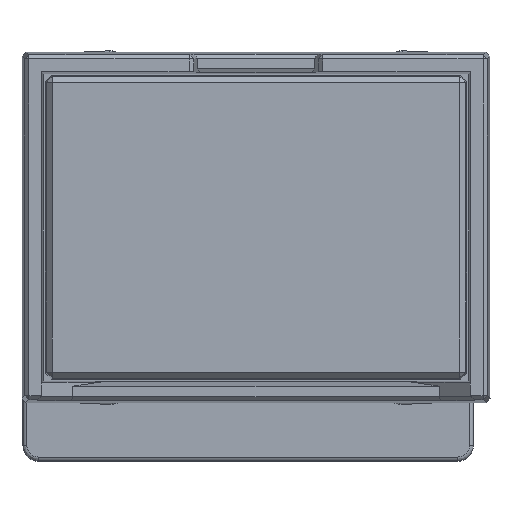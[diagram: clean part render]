
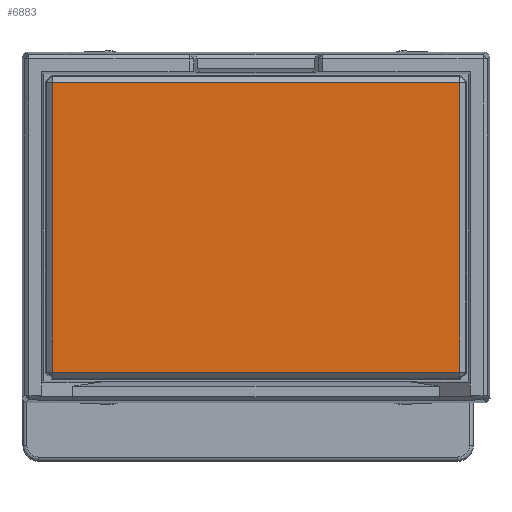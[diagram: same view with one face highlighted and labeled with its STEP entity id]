
A CAD part, top view. The second image highlights one B-rep face of the part: STEP entity #6883.
In plain terms, the highlighted face is planar.
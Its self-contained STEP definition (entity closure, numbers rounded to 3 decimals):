
#1282 = LINE ( 'NONE', #6381, #2236 ) ;
#2055 = DIRECTION ( 'NONE',  ( 0., -1., 0. ) ) ;
#2236 = VECTOR ( 'NONE', #11506, 1000. ) ;
#2619 = EDGE_CURVE ( 'NONE', #3378, #3501, #9160, .T. ) ;
#2734 = EDGE_CURVE ( 'NONE', #13671, #3501, #10757, .T. ) ;
#2803 = DIRECTION ( 'NONE',  ( 1., 0., 0. ) ) ;
#3001 = CARTESIAN_POINT ( 'NONE',  ( 10.396, 0., -7.396 ) ) ;
#3303 = FACE_OUTER_BOUND ( 'NONE', #11486, .T. ) ;
#3378 = VERTEX_POINT ( 'NONE', #8157 ) ;
#3406 = ORIENTED_EDGE ( 'NONE', *, *, #2734, .F. ) ;
#3501 = VERTEX_POINT ( 'NONE', #3542 ) ;
#3542 = CARTESIAN_POINT ( 'NONE',  ( 10.396, 0., 7.396 ) ) ;
#3580 = EDGE_CURVE ( 'NONE', #3378, #12527, #1282, .T. ) ;
#4396 = DIRECTION ( 'NONE',  ( 0., 0., 1. ) ) ;
#4570 = LINE ( 'NONE', #9680, #14059 ) ;
#5028 = ORIENTED_EDGE ( 'NONE', *, *, #3580, .F. ) ;
#5925 = EDGE_CURVE ( 'NONE', #12527, #13671, #4570, .T. ) ;
#6381 = CARTESIAN_POINT ( 'NONE',  ( -10.396, 0., 0. ) ) ;
#6883 = ADVANCED_FACE ( 'NONE', ( #3303 ), #8402, .F. ) ;
#7135 = DIRECTION ( 'NONE',  ( 0., 0., -1. ) ) ;
#7300 = CARTESIAN_POINT ( 'NONE',  ( -10.396, 0., -7.396 ) ) ;
#7367 = AXIS2_PLACEMENT_3D ( 'NONE', #13499, #2055, #7135 ) ;
#8157 = CARTESIAN_POINT ( 'NONE',  ( -10.396, 0., 7.396 ) ) ;
#8402 = PLANE ( 'NONE',  #7367 ) ;
#9160 = LINE ( 'NONE', #14249, #10760 ) ;
#9680 = CARTESIAN_POINT ( 'NONE',  ( 0., 0., -7.396 ) ) ;
#9901 = ORIENTED_EDGE ( 'NONE', *, *, #5925, .F. ) ;
#10757 = LINE ( 'NONE', #15824, #12100 ) ;
#10760 = VECTOR ( 'NONE', #2803, 1000. ) ;
#11486 = EDGE_LOOP ( 'NONE', ( #3406, #9901, #5028, #13608 ) ) ;
#11506 = DIRECTION ( 'NONE',  ( 0., 0., -1. ) ) ;
#12100 = VECTOR ( 'NONE', #4396, 1000. ) ;
#12527 = VERTEX_POINT ( 'NONE', #7300 ) ;
#13499 = CARTESIAN_POINT ( 'NONE',  ( -10.396, 0., 7.396 ) ) ;
#13608 = ORIENTED_EDGE ( 'NONE', *, *, #2619, .T. ) ;
#13671 = VERTEX_POINT ( 'NONE', #3001 ) ;
#14059 = VECTOR ( 'NONE', #14749, 1000. ) ;
#14249 = CARTESIAN_POINT ( 'NONE',  ( 0., 0., 7.396 ) ) ;
#14749 = DIRECTION ( 'NONE',  ( 1., 0., 0. ) ) ;
#15824 = CARTESIAN_POINT ( 'NONE',  ( 10.396, 0., 0. ) ) ;
